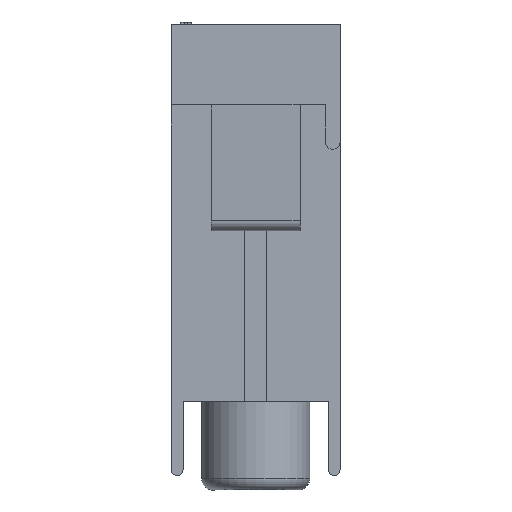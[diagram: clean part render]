
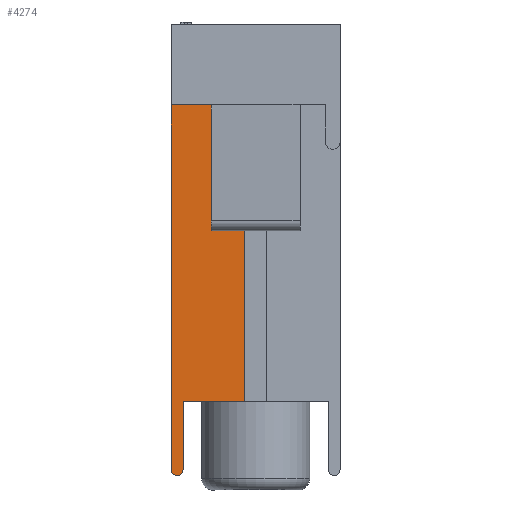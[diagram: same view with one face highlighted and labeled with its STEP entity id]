
A CAD part, left-side view. The second image highlights one B-rep face of the part: STEP entity #4274.
In plain terms, the highlighted planar face has unit normal (-1, 0, 0).
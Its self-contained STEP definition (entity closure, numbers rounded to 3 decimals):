
#1006=FACE_OUTER_BOUND('',#5066,.T.);
#1993=LINE('',#13324,#2857);
#2042=LINE('',#13443,#2906);
#2259=LINE('',#14902,#3123);
#2285=LINE('',#14961,#3149);
#2293=LINE('',#14981,#3157);
#2294=LINE('',#14983,#3158);
#2295=LINE('',#14984,#3159);
#2857=VECTOR('',#11262,1.);
#2906=VECTOR('',#11329,1.);
#3123=VECTOR('',#11602,1.);
#3149=VECTOR('',#11668,1.);
#3157=VECTOR('',#11688,1.);
#3158=VECTOR('',#11691,1.);
#3159=VECTOR('',#11692,1.);
#3894=PLANE('',#10754);
#4274=ADVANCED_FACE('',(#1006),#3894,.T.);
#5066=EDGE_LOOP('',(#6134,#6135,#6136,#6137,#6138,#6139,#6140,#6141));
#6134=ORIENTED_EDGE('',*,*,#9672,.T.);
#6135=ORIENTED_EDGE('',*,*,#9633,.F.);
#6136=ORIENTED_EDGE('',*,*,#9664,.F.);
#6137=ORIENTED_EDGE('',*,*,#9662,.F.);
#6138=ORIENTED_EDGE('',*,*,#9256,.T.);
#6139=ORIENTED_EDGE('',*,*,#9673,.T.);
#6140=ORIENTED_EDGE('',*,*,#9314,.T.);
#6141=ORIENTED_EDGE('',*,*,#9674,.T.);
#8346=VERTEX_POINT('',#13323);
#8347=VERTEX_POINT('',#13325);
#8397=VERTEX_POINT('',#13429);
#8404=VERTEX_POINT('',#13442);
#8714=VERTEX_POINT('',#14901);
#8715=VERTEX_POINT('',#14903);
#8728=VERTEX_POINT('',#14962);
#8731=VERTEX_POINT('',#14975);
#9256=EDGE_CURVE('',#8347,#8346,#1993,.T.);
#9314=EDGE_CURVE('',#8397,#8404,#2042,.T.);
#9633=EDGE_CURVE('',#8714,#8715,#2259,.T.);
#9662=EDGE_CURVE('',#8347,#8728,#2285,.T.);
#9664=EDGE_CURVE('',#8728,#8714,#10621,.T.);
#9672=EDGE_CURVE('',#8731,#8715,#2293,.T.);
#9673=EDGE_CURVE('',#8346,#8397,#2294,.T.);
#9674=EDGE_CURVE('',#8404,#8731,#2295,.T.);
#10621=CIRCLE('',#10748,0.4);
#10748=AXIS2_PLACEMENT_3D('',#14965,#11672,#11673);
#10754=AXIS2_PLACEMENT_3D('',#14985,#11693,#11694);
#11262=DIRECTION('',(0.,-1.,0.));
#11329=DIRECTION('',(0.,1.,0.));
#11602=DIRECTION('',(0.,0.,1.));
#11668=DIRECTION('',(0.,0.,-1.));
#11672=DIRECTION('',(1.,0.,0.));
#11673=DIRECTION('',(0.,1.,0.));
#11688=DIRECTION('',(0.,1.,0.));
#11691=DIRECTION('',(0.,0.,1.));
#11692=DIRECTION('',(0.,0.,-1.));
#11693=DIRECTION('',(-1.,0.,0.));
#11694=DIRECTION('',(0.,0.,-1.));
#13323=CARTESIAN_POINT('',(48.443,-36.197,13.9));
#13324=CARTESIAN_POINT('',(48.443,-31.247,13.9));
#13325=CARTESIAN_POINT('',(48.443,-32.047,13.9));
#13429=CARTESIAN_POINT('',(48.443,-36.197,39.3));
#13442=CARTESIAN_POINT('',(48.443,-33.747,39.3));
#13443=CARTESIAN_POINT('',(48.443,-40.147,39.3));
#14901=CARTESIAN_POINT('',(48.443,-31.247,9.3));
#14902=CARTESIAN_POINT('',(48.443,-31.247,13.9));
#14903=CARTESIAN_POINT('',(48.443,-31.247,33.9));
#14961=CARTESIAN_POINT('',(48.443,-32.047,13.9));
#14962=CARTESIAN_POINT('',(48.443,-32.047,9.3));
#14965=CARTESIAN_POINT('',(48.443,-31.647,9.3));
#14975=CARTESIAN_POINT('',(48.443,-33.747,33.9));
#14981=CARTESIAN_POINT('',(48.443,-31.247,33.9));
#14983=CARTESIAN_POINT('',(48.443,-36.197,41.84));
#14984=CARTESIAN_POINT('',(48.443,-33.747,33.9));
#14985=CARTESIAN_POINT('',(48.443,-31.247,13.9));
